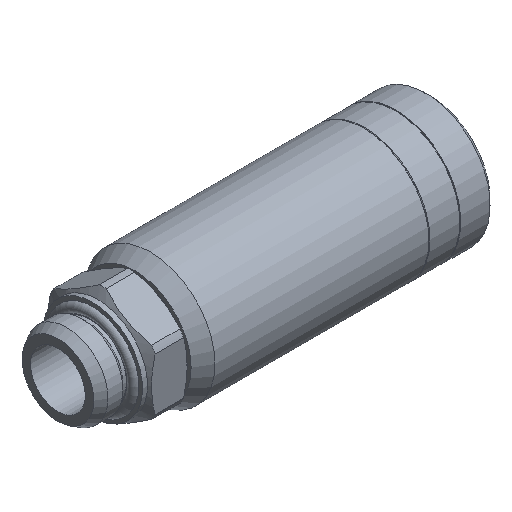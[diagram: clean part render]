
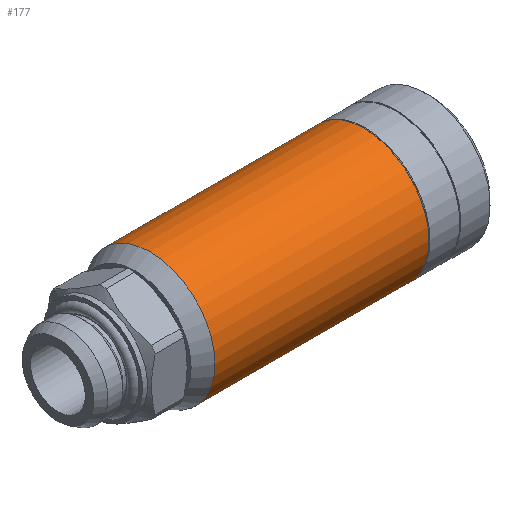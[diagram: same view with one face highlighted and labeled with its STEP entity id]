
A CAD part, isometric view. The second image highlights one B-rep face of the part: STEP entity #177.
In plain terms, the highlighted cylindrical face has radius 13 mm (diameter 26 mm), a full revolution.
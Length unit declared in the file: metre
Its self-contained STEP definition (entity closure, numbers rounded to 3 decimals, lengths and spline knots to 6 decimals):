
#177 = ADVANCED_FACE( 'NONE', ( #424, #425, #426 ), #427, .T. );
#424 = FACE_OUTER_BOUND( '', #749, .T. );
#425 = FACE_OUTER_BOUND( '', #750, .T. );
#426 = FACE_BOUND( '', #751, .T. );
#427 = CYLINDRICAL_SURFACE( '', #752, 0.013 );
#749 = EDGE_LOOP( '', ( #1193 ) );
#750 = EDGE_LOOP( '', ( #1194 ) );
#751 = EDGE_LOOP( '', ( #1195, #1196 ) );
#752 = AXIS2_PLACEMENT_3D( '', #1197, #1198, #1199 );
#1193 = ORIENTED_EDGE( '', *, *, #1840, .F. );
#1194 = ORIENTED_EDGE( '', *, *, #1841, .T. );
#1195 = ORIENTED_EDGE( '', *, *, #1746, .T. );
#1196 = ORIENTED_EDGE( '', *, *, #1747, .T. );
#1197 = CARTESIAN_POINT( '', ( -0.048515, 0., 0. ) );
#1198 = DIRECTION( '', ( 1., 0., 0. ) );
#1199 = DIRECTION( '', ( 0., 0., 1. ) );
#1746 = EDGE_CURVE( 'NONE', #2052, #2053, #2054, .T. );
#1747 = EDGE_CURVE( 'NONE', #2053, #2052, #2055, .T. );
#1840 = EDGE_CURVE( 'NONE', #2209, #2209, #2210, .T. );
#1841 = EDGE_CURVE( 'NONE', #2211, #2211, #2212, .T. );
#2052 = VERTEX_POINT( 'NONE', #2511 );
#2053 = VERTEX_POINT( 'NONE', #2512 );
#2054 = B_SPLINE_CURVE_WITH_KNOTS( '', 3, ( #2513, #2514, #2515, #2516, #2517, #2518, #2519, #2520, #2521, #2522, #2523, #2524, #2525, #2526, #2527, #2528, #2529, #2530, #2531, #2532, #2533, #2534, #2535, #2536, #2537, #2538, #2539, #2540, #2541, #2542, #2543, #2544, #2545, #2546, #2547, #2548, #2549, #2550, #2551, #2552, #2553 ), .UNSPECIFIED., .F., .F., ( 4, 1, 1, 1, 1, 1, 1, 1, 1, 1, 1, 1, 1, 1, 1, 1, 1, 1, 1, 1, 1, 1, 1, 1, 1, 1, 1, 1, 1, 1, 1, 1, 1, 1, 1, 1, 1, 1, 4 ), ( 0., 0.010315, 0.02062, 0.030925, 0.041236, 0.051562, 0.061911, 0.07229, 0.082708, 0.093172, 0.10369, 0.114269, 0.124916, 0.156124, 0.187563, 0.21877, 0.249774, 0.312392, 0.374875, 0.4069, 0.437565, 0.469143, 0.500097, 0.531174, 0.562888, 0.593562, 0.625602, 0.688258, 0.750802, 0.781889, 0.813178, 0.844431, 0.875457, 0.896618, 0.917536, 0.938271, 0.958885, 0.97944, 1. ), .UNSPECIFIED. );
#2055 = B_SPLINE_CURVE_WITH_KNOTS( '', 3, ( #2554, #2555, #2556, #2557, #2558, #2559, #2560, #2561, #2562, #2563, #2564, #2565, #2566, #2567, #2568, #2569, #2570, #2571, #2572, #2573, #2574, #2575, #2576, #2577, #2578, #2579, #2580, #2581, #2582, #2583, #2584, #2585, #2586, #2587 ), .UNSPECIFIED., .F., .F., ( 4, 1, 1, 1, 1, 1, 1, 1, 1, 1, 1, 1, 1, 1, 1, 1, 1, 1, 1, 1, 1, 1, 1, 1, 1, 1, 1, 1, 1, 1, 1, 4 ), ( 0., 0.010412, 0.020825, 0.031249, 0.041692, 0.052161, 0.062666, 0.093613, 0.124914, 0.156126, 0.187568, 0.249756, 0.312403, 0.374923, 0.406943, 0.437604, 0.469166, 0.500106, 0.531191, 0.562912, 0.593586, 0.625626, 0.688249, 0.750667, 0.813102, 0.844347, 0.875365, 0.906824, 0.937928, 0.958701, 0.97937, 1. ), .UNSPECIFIED. );
#2209 = VERTEX_POINT( '', #2947 );
#2210 = CIRCLE( '', #2948, 0.013 );
#2211 = VERTEX_POINT( '', #2949 );
#2212 = CIRCLE( '', #2950, 0.013 );
#2511 = CARTESIAN_POINT( '', ( -0.0228, 0.009866, 0.008466 ) );
#2512 = CARTESIAN_POINT( '', ( -0.0228, 0.009866, -0.008466 ) );
#2513 = CARTESIAN_POINT( '', ( -0.0228, 0.009866, 0.008466 ) );
#2514 = CARTESIAN_POINT( '', ( -0.022911, 0.009866, 0.008465 ) );
#2515 = CARTESIAN_POINT( '', ( -0.023134, 0.009867, 0.008464 ) );
#2516 = CARTESIAN_POINT( '', ( -0.023468, 0.009877, 0.008453 ) );
#2517 = CARTESIAN_POINT( '', ( -0.023802, 0.009892, 0.008435 ) );
#2518 = CARTESIAN_POINT( '', ( -0.024134, 0.009913, 0.00841 ) );
#2519 = CARTESIAN_POINT( '', ( -0.024467, 0.00994, 0.008379 ) );
#2520 = CARTESIAN_POINT( '', ( -0.024798, 0.009973, 0.00834 ) );
#2521 = CARTESIAN_POINT( '', ( -0.025129, 0.010011, 0.008293 ) );
#2522 = CARTESIAN_POINT( '', ( -0.02546, 0.010055, 0.00824 ) );
#2523 = CARTESIAN_POINT( '', ( -0.02579, 0.010105, 0.008178 ) );
#2524 = CARTESIAN_POINT( '', ( -0.026119, 0.01016, 0.00811 ) );
#2525 = CARTESIAN_POINT( '', ( -0.026448, 0.010221, 0.008033 ) );
#2526 = CARTESIAN_POINT( '', ( -0.026987, 0.010329, 0.007895 ) );
#2527 = CARTESIAN_POINT( '', ( -0.027728, 0.010499, 0.00767 ) );
#2528 = CARTESIAN_POINT( '', ( -0.028646, 0.010749, 0.007316 ) );
#2529 = CARTESIAN_POINT( '', ( -0.029528, 0.011022, 0.0069 ) );
#2530 = CARTESIAN_POINT( '', ( -0.030651, 0.011407, 0.006257 ) );
#2531 = CARTESIAN_POINT( '', ( -0.031945, 0.011907, 0.005283 ) );
#2532 = CARTESIAN_POINT( '', ( -0.033037, 0.012377, 0.00405 ) );
#2533 = CARTESIAN_POINT( '', ( -0.033713, 0.01268, 0.002913 ) );
#2534 = CARTESIAN_POINT( '', ( -0.034101, 0.01286, 0.001984 ) );
#2535 = CARTESIAN_POINT( '', ( -0.034345, 0.012974, 0.001009 ) );
#2536 = CARTESIAN_POINT( '', ( -0.034428, 0.013013, -0.000004 ) );
#2537 = CARTESIAN_POINT( '', ( -0.034343, 0.012973, -0.001019 ) );
#2538 = CARTESIAN_POINT( '', ( -0.034097, 0.012858, -0.001996 ) );
#2539 = CARTESIAN_POINT( '', ( -0.033706, 0.012677, -0.002926 ) );
#2540 = CARTESIAN_POINT( '', ( -0.033028, 0.012372, -0.004063 ) );
#2541 = CARTESIAN_POINT( '', ( -0.031933, 0.011902, -0.005295 ) );
#2542 = CARTESIAN_POINT( '', ( -0.030635, 0.011401, -0.006268 ) );
#2543 = CARTESIAN_POINT( '', ( -0.02951, 0.011016, -0.006909 ) );
#2544 = CARTESIAN_POINT( '', ( -0.028628, 0.010744, -0.007324 ) );
#2545 = CARTESIAN_POINT( '', ( -0.027712, 0.010495, -0.007675 ) );
#2546 = CARTESIAN_POINT( '', ( -0.026868, 0.010301, -0.007931 ) );
#2547 = CARTESIAN_POINT( '', ( -0.026113, 0.010157, -0.008115 ) );
#2548 = CARTESIAN_POINT( '', ( -0.025455, 0.010052, -0.008244 ) );
#2549 = CARTESIAN_POINT( '', ( -0.024794, 0.009969, -0.008344 ) );
#2550 = CARTESIAN_POINT( '', ( -0.024132, 0.00991, -0.008414 ) );
#2551 = CARTESIAN_POINT( '', ( -0.023466, 0.009873, -0.008458 ) );
#2552 = CARTESIAN_POINT( '', ( -0.023022, 0.009868, -0.008463 ) );
#2553 = CARTESIAN_POINT( '', ( -0.0228, 0.009866, -0.008466 ) );
#2554 = CARTESIAN_POINT( '', ( -0.0228, 0.009866, -0.008466 ) );
#2555 = CARTESIAN_POINT( '', ( -0.022688, 0.009866, -0.008465 ) );
#2556 = CARTESIAN_POINT( '', ( -0.022463, 0.009867, -0.008464 ) );
#2557 = CARTESIAN_POINT( '', ( -0.022125, 0.009877, -0.008452 ) );
#2558 = CARTESIAN_POINT( '', ( -0.021788, 0.009893, -0.008434 ) );
#2559 = CARTESIAN_POINT( '', ( -0.021451, 0.009914, -0.008409 ) );
#2560 = CARTESIAN_POINT( '', ( -0.021114, 0.009942, -0.008376 ) );
#2561 = CARTESIAN_POINT( '', ( -0.02056, 0.009997, -0.00831 ) );
#2562 = CARTESIAN_POINT( '', ( -0.01979, 0.010101, -0.008184 ) );
#2563 = CARTESIAN_POINT( '', ( -0.018821, 0.01028, -0.007959 ) );
#2564 = CARTESIAN_POINT( '', ( -0.017872, 0.010499, -0.00767 ) );
#2565 = CARTESIAN_POINT( '', ( -0.016651, 0.010832, -0.0072 ) );
#2566 = CARTESIAN_POINT( '', ( -0.015206, 0.011307, -0.006451 ) );
#2567 = CARTESIAN_POINT( '', ( -0.013654, 0.011907, -0.005283 ) );
#2568 = CARTESIAN_POINT( '', ( -0.012562, 0.012377, -0.004048 ) );
#2569 = CARTESIAN_POINT( '', ( -0.011886, 0.012681, -0.002911 ) );
#2570 = CARTESIAN_POINT( '', ( -0.011499, 0.01286, -0.001983 ) );
#2571 = CARTESIAN_POINT( '', ( -0.011255, 0.012974, -0.001008 ) );
#2572 = CARTESIAN_POINT( '', ( -0.011172, 0.013013, 0.000005 ) );
#2573 = CARTESIAN_POINT( '', ( -0.011257, 0.012973, 0.001019 ) );
#2574 = CARTESIAN_POINT( '', ( -0.011503, 0.012858, 0.001997 ) );
#2575 = CARTESIAN_POINT( '', ( -0.011894, 0.012677, 0.002926 ) );
#2576 = CARTESIAN_POINT( '', ( -0.012572, 0.012372, 0.004063 ) );
#2577 = CARTESIAN_POINT( '', ( -0.013666, 0.011902, 0.005294 ) );
#2578 = CARTESIAN_POINT( '', ( -0.015221, 0.011302, 0.006461 ) );
#2579 = CARTESIAN_POINT( '', ( -0.016666, 0.010827, 0.007207 ) );
#2580 = CARTESIAN_POINT( '', ( -0.017886, 0.010496, 0.007674 ) );
#2581 = CARTESIAN_POINT( '', ( -0.018833, 0.010278, 0.007962 ) );
#2582 = CARTESIAN_POINT( '', ( -0.019804, 0.010099, 0.008187 ) );
#2583 = CARTESIAN_POINT( '', ( -0.020686, 0.009981, 0.00833 ) );
#2584 = CARTESIAN_POINT( '', ( -0.021462, 0.009911, 0.008413 ) );
#2585 = CARTESIAN_POINT( '', ( -0.022131, 0.009873, 0.008457 ) );
#2586 = CARTESIAN_POINT( '', ( -0.022577, 0.009868, 0.008463 ) );
#2587 = CARTESIAN_POINT( '', ( -0.0228, 0.009866, 0.008466 ) );
#2947 = CARTESIAN_POINT( '', ( -0.042969, 0., 0.013 ) );
#2948 = AXIS2_PLACEMENT_3D( '', #3773, #3774, #3775 );
#2949 = CARTESIAN_POINT( '', ( 0., 0., 0.013 ) );
#2950 = AXIS2_PLACEMENT_3D( '', #3776, #3777, #3778 );
#3773 = CARTESIAN_POINT( '', ( -0.042969, 0., 0. ) );
#3774 = DIRECTION( '', ( -1., 0., 0. ) );
#3775 = DIRECTION( '', ( 0., 0., 1. ) );
#3776 = CARTESIAN_POINT( '', ( 0., 0., 0. ) );
#3777 = DIRECTION( '', ( -1., 0., 0. ) );
#3778 = DIRECTION( '', ( 0., 0., 1. ) );
